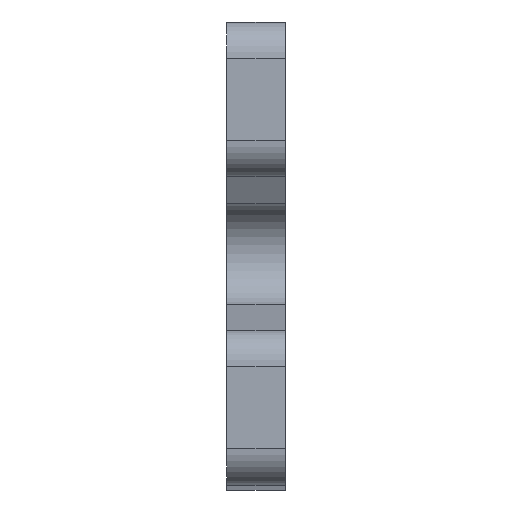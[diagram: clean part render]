
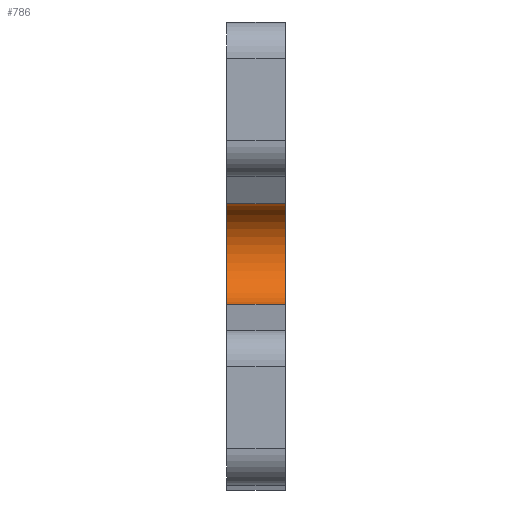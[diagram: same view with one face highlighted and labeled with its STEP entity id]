
A CAD part, top view. The second image highlights one B-rep face of the part: STEP entity #786.
In plain terms, the highlighted cylindrical face has radius 7 mm (diameter 14 mm), a partial arc.
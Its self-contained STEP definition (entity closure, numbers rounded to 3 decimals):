
#92=FACE_OUTER_BOUND('',#146,.T.);
#146=EDGE_LOOP('',(#675,#676,#677,#678));
#170=LINE('',#1156,#226);
#219=LINE('',#1349,#275);
#226=VECTOR('',#917,10.);
#275=VECTOR('',#1124,10.);
#289=CIRCLE('',#827,7.);
#329=CIRCLE('',#898,7.);
#335=VERTEX_POINT('',#1153);
#336=VERTEX_POINT('',#1155);
#353=VERTEX_POINT('',#1191);
#401=VERTEX_POINT('',#1347);
#408=EDGE_CURVE('',#335,#336,#170,.T.);
#427=EDGE_CURVE('',#335,#353,#289,.T.);
#505=EDGE_CURVE('',#353,#401,#219,.T.);
#506=EDGE_CURVE('',#336,#401,#329,.T.);
#675=ORIENTED_EDGE('',*,*,#427,.T.);
#676=ORIENTED_EDGE('',*,*,#505,.T.);
#677=ORIENTED_EDGE('',*,*,#506,.F.);
#678=ORIENTED_EDGE('',*,*,#408,.F.);
#751=CYLINDRICAL_SURFACE('',#897,7.);
#786=ADVANCED_FACE('',(#92),#751,.F.);
#827=AXIS2_PLACEMENT_3D('',#1193,#946,#947);
#897=AXIS2_PLACEMENT_3D('',#1350,#1125,#1126);
#898=AXIS2_PLACEMENT_3D('',#1351,#1127,#1128);
#917=DIRECTION('',(1.,0.,0.));
#946=DIRECTION('center_axis',(-1.,0.,0.));
#947=DIRECTION('ref_axis',(0.,0.979,0.205));
#1124=DIRECTION('',(1.,0.,0.));
#1125=DIRECTION('center_axis',(1.,0.,0.));
#1126=DIRECTION('ref_axis',(0.,0.979,0.205));
#1127=DIRECTION('center_axis',(-1.,0.,0.));
#1128=DIRECTION('ref_axis',(0.,0.979,0.205));
#1153=CARTESIAN_POINT('',(0.,6.852,158.566));
#1155=CARTESIAN_POINT('',(8.,6.852,158.566));
#1156=CARTESIAN_POINT('',(0.,6.852,158.566));
#1191=CARTESIAN_POINT('',(0.,-6.852,158.566));
#1193=CARTESIAN_POINT('Origin',(0.,0.,160.));
#1347=CARTESIAN_POINT('',(8.,-6.852,158.566));
#1349=CARTESIAN_POINT('',(0.,-6.852,158.566));
#1350=CARTESIAN_POINT('Origin',(0.,0.,160.));
#1351=CARTESIAN_POINT('Origin',(8.,0.,160.));
